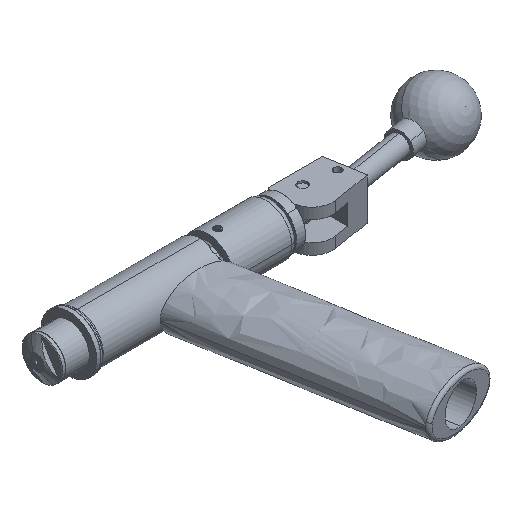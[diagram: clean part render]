
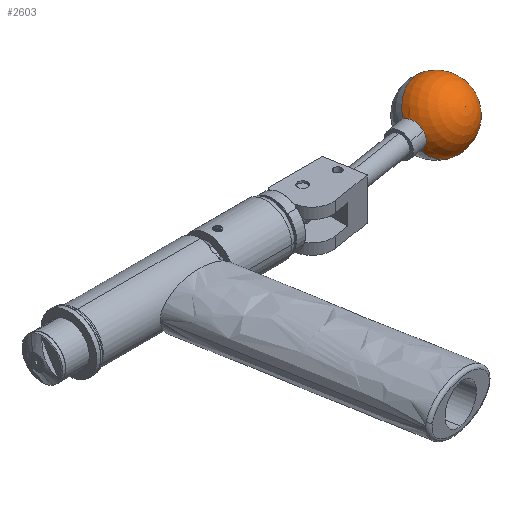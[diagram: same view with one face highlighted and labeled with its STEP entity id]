
A CAD part, isometric view. The second image highlights one B-rep face of the part: STEP entity #2603.
In plain terms, the highlighted spherical face has radius 15.875 mm.
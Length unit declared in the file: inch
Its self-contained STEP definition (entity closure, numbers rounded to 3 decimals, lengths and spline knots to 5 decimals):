
#573 = SPHERICAL_SURFACE ( 'NONE', #4477, 0.625 ) ;
#651 = DIRECTION ( 'NONE',  ( 0.092, -0.578, -0.811 ) ) ;
#746 = CARTESIAN_POINT ( 'NONE',  ( 7.15539, 0.28004, 0. ) ) ;
#1156 = DIRECTION ( 'NONE',  ( 0.127, -0.801, 0.585 ) ) ;
#1736 = VERTEX_POINT ( 'NONE', #14066 ) ;
#1918 = CARTESIAN_POINT ( 'NONE',  ( 6.56674, 0.3349, 0.20274 ) ) ;
#2597 = VERTEX_POINT ( 'NONE', #8033 ) ;
#2603 = ADVANCED_FACE ( 'NONE', ( #13294 ), #573, .T. ) ;
#2851 = ORIENTED_EDGE ( 'NONE', *, *, #7131, .T. ) ;
#3035 = AXIS2_PLACEMENT_3D ( 'NONE', #6408, #11699, #9005 ) ;
#3295 = CIRCLE ( 'NONE', #3035, 0.625 ) ;
#3335 = EDGE_CURVE ( 'NONE', #8295, #2597, #7658, .T. ) ;
#3426 = DIRECTION ( 'NONE',  ( 0.127, -0.801, 0.585 ) ) ;
#4477 = AXIS2_PLACEMENT_3D ( 'NONE', #746, #12514, #651 ) ;
#4704 = AXIS2_PLACEMENT_3D ( 'NONE', #13031, #14401, #13185 ) ;
#5292 = CIRCLE ( 'NONE', #12495, 0.25 ) ;
#6408 = CARTESIAN_POINT ( 'NONE',  ( 7.15539, 0.28004, 0. ) ) ;
#7131 = EDGE_CURVE ( 'NONE', #2597, #1736, #5292, .T. ) ;
#7658 = CIRCLE ( 'NONE', #9887, 0.25 ) ;
#8033 = CARTESIAN_POINT ( 'NONE',  ( 6.62134, -0.00981, 0.14627 ) ) ;
#8295 = VERTEX_POINT ( 'NONE', #1918 ) ;
#8523 = DIRECTION ( 'NONE',  ( 0.988, 0.156, 0. ) ) ;
#9005 = DIRECTION ( 'NONE',  ( 0., -0.59, -0.808 ) ) ;
#9887 = AXIS2_PLACEMENT_3D ( 'NONE', #10002, #15229, #3426 ) ;
#10002 = CARTESIAN_POINT ( 'NONE',  ( 6.58962, 0.19044, 0. ) ) ;
#11597 = VERTEX_POINT ( 'NONE', #16445 ) ;
#11699 = DIRECTION ( 'NONE',  ( 0.127, -0.801, 0.585 ) ) ;
#12495 = AXIS2_PLACEMENT_3D ( 'NONE', #16981, #8523, #1156 ) ;
#12514 = DIRECTION ( 'NONE',  ( 0.127, -0.801, 0.585 ) ) ;
#12852 = EDGE_LOOP ( 'NONE', ( #13942, #14229, #13563, #2851 ) ) ;
#13031 = CARTESIAN_POINT ( 'NONE',  ( 7.15539, 0.28004, 0. ) ) ;
#13185 = DIRECTION ( 'NONE',  ( 0., 0.59, 0.808 ) ) ;
#13294 = FACE_OUTER_BOUND ( 'NONE', #12852, .T. ) ;
#13563 = ORIENTED_EDGE ( 'NONE', *, *, #3335, .T. ) ;
#13942 = ORIENTED_EDGE ( 'NONE', *, *, #16721, .F. ) ;
#14066 = CARTESIAN_POINT ( 'NONE',  ( 6.6125, 0.04597, -0.20274 ) ) ;
#14091 = CIRCLE ( 'NONE', #4704, 0.625 ) ;
#14229 = ORIENTED_EDGE ( 'NONE', *, *, #15823, .T. ) ;
#14401 = DIRECTION ( 'NONE',  ( -0.127, 0.801, -0.585 ) ) ;
#15229 = DIRECTION ( 'NONE',  ( 0.988, 0.156, 0. ) ) ;
#15823 = EDGE_CURVE ( 'NONE', #11597, #8295, #3295, .T. ) ;
#16445 = CARTESIAN_POINT ( 'NONE',  ( 7.7727, 0.37782, 0. ) ) ;
#16721 = EDGE_CURVE ( 'NONE', #11597, #1736, #14091, .T. ) ;
#16981 = CARTESIAN_POINT ( 'NONE',  ( 6.58962, 0.19044, 0. ) ) ;
